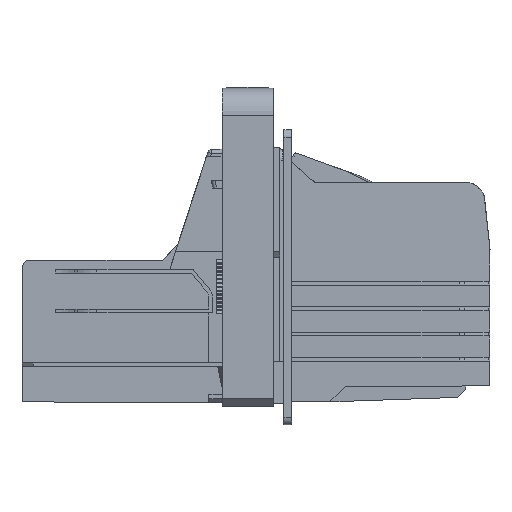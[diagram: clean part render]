
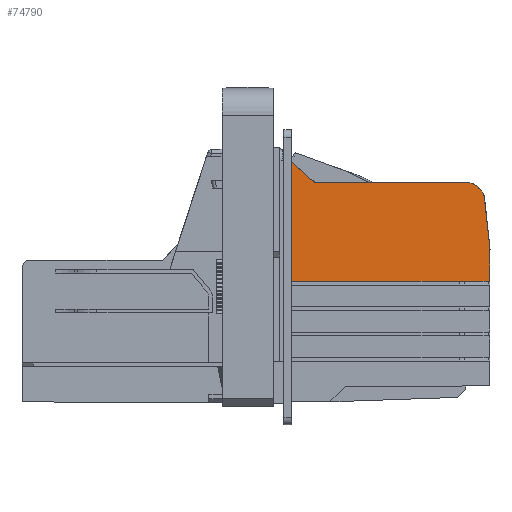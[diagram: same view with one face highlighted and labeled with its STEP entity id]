
A CAD part, left-side view. The second image highlights one B-rep face of the part: STEP entity #74790.
In plain terms, the highlighted face is planar.
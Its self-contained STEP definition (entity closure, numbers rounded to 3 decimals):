
#71860=CARTESIAN_POINT('',(85.16,67.366,
103.225));
#71870=VERTEX_POINT('',#71860);
#71900=CARTESIAN_POINT('',(86.021,48.955,
103.494));
#71910=DIRECTION('',(0.047,-0.999,
0.015));
#71920=VECTOR('',#71910,1.);
#71930=LINE('',#71900,#71920);
#71940=CARTESIAN_POINT('',(84.524,80.958,
103.028));
#71950=VERTEX_POINT('',#71940);
#71960=EDGE_CURVE('',#71950,#71870,#71930,.T.);
#74150=CARTESIAN_POINT('',(85.062,65.736,
103.25));
#74160=DIRECTION('',(0.004,0.015,
1.));
#74170=DIRECTION('',(0.06,0.998,
-0.015));
#74180=AXIS2_PLACEMENT_3D('',#74150,#74160,#74170);
#74190=PLANE('',#74180);
#74200=CARTESIAN_POINT('',(84.058,49.092,
103.5));
#74210=DIRECTION('',(-0.06,-0.998,
0.015));
#74220=VECTOR('',#74210,1.);
#74230=LINE('',#74200,#74220);
#74240=CARTESIAN_POINT('',(84.67,59.247,
103.348));
#74250=VERTEX_POINT('',#74240);
#74260=EDGE_CURVE('',#71870,#74250,#74230,.T.);
#74270=ORIENTED_EDGE('',*,*,#74260,.F.);
#74280=CARTESIAN_POINT('',(69.557,60.159,
103.4));
#74290=DIRECTION('',(-0.998,0.06,
0.003));
#74300=VECTOR('',#74290,1.);
#74310=LINE('',#74280,#74300);
#74320=CARTESIAN_POINT('',(33.863,62.311,
103.525));
#74330=VERTEX_POINT('',#74320);
#74340=EDGE_CURVE('',#74250,#74330,#74310,.T.);
#74350=ORIENTED_EDGE('',*,*,#74340,.F.);
#74360=CARTESIAN_POINT('',(33.28,52.643,
103.671));
#74370=DIRECTION('',(0.06,0.998,
-0.015));
#74380=VECTOR('',#74370,1.);
#74390=LINE('',#74360,#74380);
#74400=CARTESIAN_POINT('',(35.709,92.932,
103.065));
#74410=VERTEX_POINT('',#74400);
#74420=EDGE_CURVE('',#74330,#74410,#74390,.T.);
#74430=ORIENTED_EDGE('',*,*,#74420,.F.);
#74440=CARTESIAN_POINT('',(69.455,58.699,
103.422));
#74450=DIRECTION('',(-0.702,0.712,
-0.007));
#74460=VECTOR('',#74450,1.);
#74470=LINE('',#74440,#74460);
#74480=CARTESIAN_POINT('',(41.085,87.479,
103.122));
#74490=VERTEX_POINT('',#74480);
#74500=EDGE_CURVE('',#74490,#74410,#74470,.T.);
#74510=ORIENTED_EDGE('',*,*,#74500,.T.);
#74520=CARTESIAN_POINT('',(41.797,88.181,
103.108));
#74530=DIRECTION('',(0.004,0.015,
1.));
#74540=DIRECTION('',(0.285,0.958,
-0.015));
#74550=AXIS2_PLACEMENT_3D('',#74520,#74530,#74540);
#74560=ELLIPSE('',#74550,1.,1.);
#74570=CARTESIAN_POINT('',(41.737,87.182,
103.123));
#74580=VERTEX_POINT('',#74570);
#74590=EDGE_CURVE('',#74490,#74580,#74560,.T.);
#74600=ORIENTED_EDGE('',*,*,#74590,.F.);
#74610=CARTESIAN_POINT('',(71.322,85.398,
103.02));
#74620=DIRECTION('',(0.998,-0.06,
-0.003));
#74630=VECTOR('',#74620,1.);
#74640=LINE('',#74610,#74630);
#74650=CARTESIAN_POINT('',(81.068,84.811,
102.986));
#74660=VERTEX_POINT('',#74650);
#74670=EDGE_CURVE('',#74580,#74660,#74640,.T.);
#74680=ORIENTED_EDGE('',*,*,#74670,.F.);
#74690=CARTESIAN_POINT('',(79.226,79.681,
103.07));
#74700=DIRECTION('',(0.004,0.015,
1.));
#74710=DIRECTION('',(0.285,0.958,
-0.015));
#74720=AXIS2_PLACEMENT_3D('',#74690,#74700,#74710);
#74730=ELLIPSE('',#74720,5.451,5.45);
#74740=EDGE_CURVE('',#71950,#74660,#74730,.T.);
#74750=ORIENTED_EDGE('',*,*,#74740,.T.);
#74760=ORIENTED_EDGE('',*,*,#71960,.F.);
#74770=EDGE_LOOP('',(#74760,#74750,#74680,#74600,#74510,#74430,#74350,
#74270));
#74780=FACE_OUTER_BOUND('',#74770,.T.);
#74790=ADVANCED_FACE('',(#74780),#74190,.T.);
